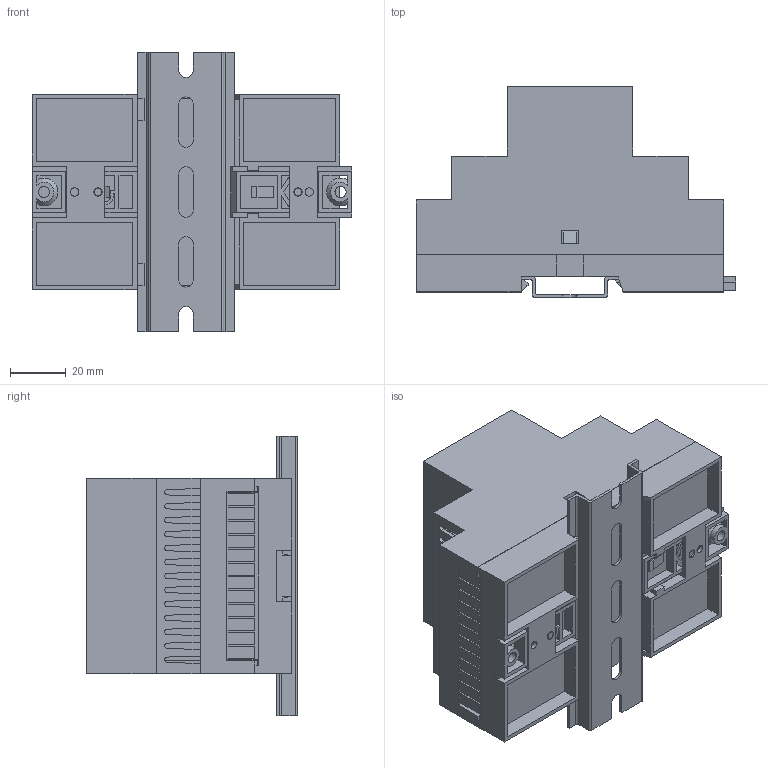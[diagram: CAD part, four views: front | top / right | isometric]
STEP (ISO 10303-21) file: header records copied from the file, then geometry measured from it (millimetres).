
FILE_DESCRIPTION (( 'STEP AP214' ), '1' );
FILE_NAME ('MD-70-02.STEP', '2022-01-24T10:51:39', ( '' ), ( '' ), 'SwSTEP 2.0', 'SolidWorks 2017', '' );
FILE_SCHEMA (( 'AUTOMOTIVE_DESIGN' ));
Length unit declared in the file: millimetre
Products named in the file (23): Clip-Small; Horizontal PCB; Rail-35; Clip-Big; Base plate - MDB-70; Base PCB-MDP-70-01; Euro fixed Terminal-12Way; Screw-small; TopCover - MDC-70 - Opening; Vertical PCB; MD-70-02
Assembly tree (12 placements, depth 2):
  Horizontal PCB
  Rail-35
  Clip-Small
  Euro fixed Terminal-12Way
  Base PCB-MDP-70-01
Bounding box: 114.3 x 75.55 x 100 mm (x, y, z)
Volume: 101016.1 mm3; surface area: 134015.2 mm2
Topology: 12 solids, 12 shells, 1581 faces, 4590 edges, 3010 vertices
Faces by surface type: plane 1184, cylinder 371, cone 20, torus 6
Entity records: 45889 total; most frequent: CARTESIAN_POINT 8056, ORIENTED_EDGE 7974, DIRECTION 7485, EDGE_CURVE 3987, VECTOR 3141, LINE 3141, VERTEX_POINT 2611, AXIS2_PLACEMENT_3D 2172
